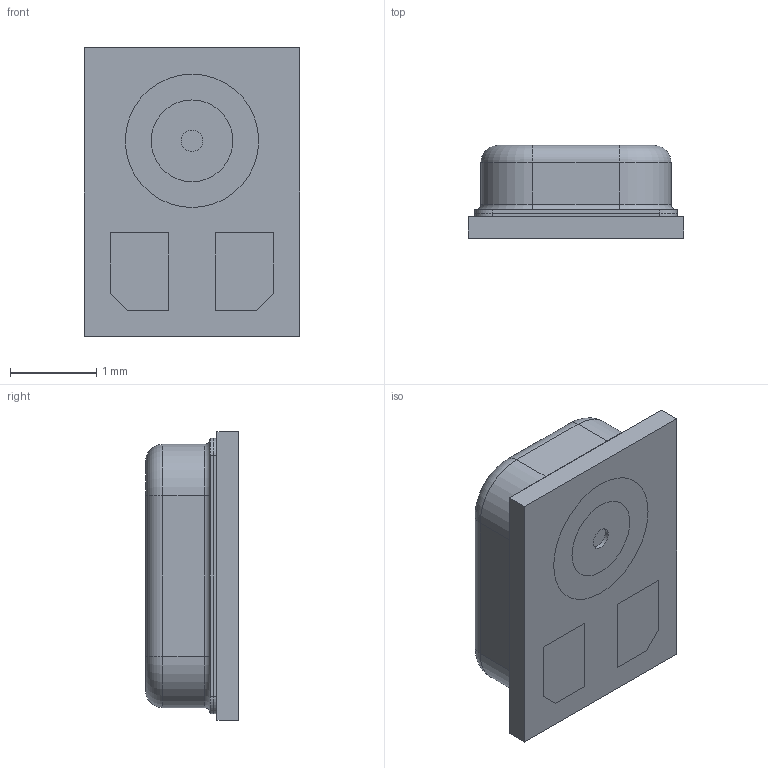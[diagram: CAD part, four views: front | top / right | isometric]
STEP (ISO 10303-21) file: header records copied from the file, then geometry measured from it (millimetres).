
FILE_DESCRIPTION (( 'STEP AP214' ), '1' );
FILE_NAME ('ICS-40310.STEP', '2021-09-29T03:17:38', ( '' ), ( '' ), 'SwSTEP 2.0', 'SolidWorks 2020', '' );
FILE_SCHEMA (( 'AUTOMOTIVE_DESIGN' ));
Length unit declared in the file: millimetre
Products named in the file (1): ICS-40310
Bounding box: 2.5 x 1.08 x 3.35 mm (x, y, z)
Volume: 7.5 mm3; surface area: 64.4 mm2
Topology: 8 solids, 8 shells, 103 faces, 224 edges, 144 vertices
Faces by surface type: plane 59, cylinder 36, torus 8
Entity records: 2911 total; most frequent: DIRECTION 512, CARTESIAN_POINT 472, ORIENTED_EDGE 448, EDGE_CURVE 224, AXIS2_PLACEMENT_3D 184, LINE 144, VECTOR 144, VERTEX_POINT 144
